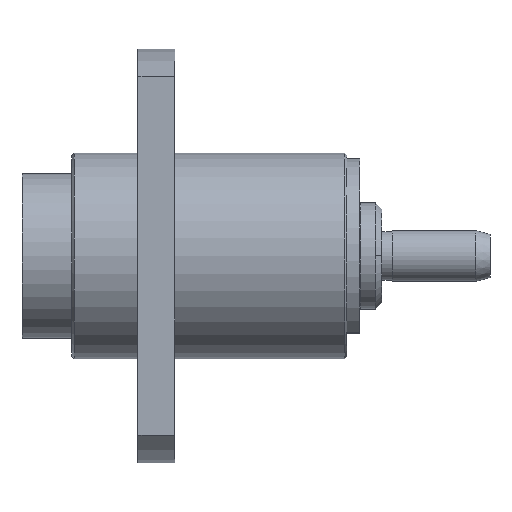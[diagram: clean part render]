
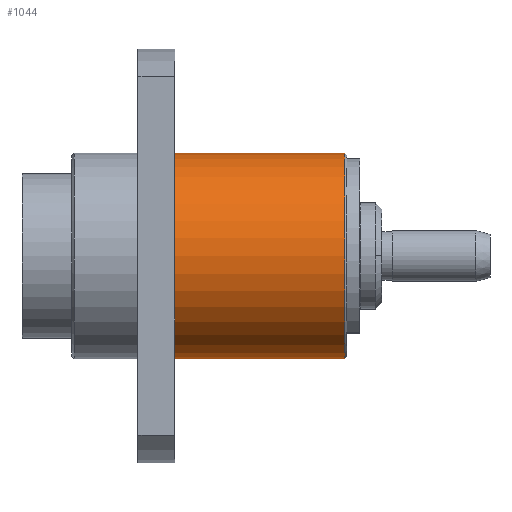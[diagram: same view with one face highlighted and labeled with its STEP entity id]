
A CAD part, top view. The second image highlights one B-rep face of the part: STEP entity #1044.
In plain terms, the highlighted cylindrical face has radius 4.75 mm (diameter 9.5 mm), a partial arc.
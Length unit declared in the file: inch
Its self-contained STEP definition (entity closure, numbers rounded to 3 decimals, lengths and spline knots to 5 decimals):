
#139 = ORIENTED_EDGE ( 'NONE', *, *, #12135, .T. ) ;
#456 = DIRECTION ( 'NONE',  ( -1., 0., 0. ) ) ;
#689 = CARTESIAN_POINT ( 'NONE',  ( 0.27756, -0.18701, 0. ) ) ;
#1044 = ADVANCED_FACE ( 'NONE', ( #1311 ), #2368, .T. ) ;
#1053 = DIRECTION ( 'NONE',  ( 0., 0., 1. ) ) ;
#1268 = VECTOR ( 'NONE', #10057, 39.37008 ) ;
#1311 = FACE_OUTER_BOUND ( 'NONE', #10067, .T. ) ;
#1831 = EDGE_CURVE ( 'NONE', #13528, #9845, #9536, .T. ) ;
#2255 = DIRECTION ( 'NONE',  ( 1., 0., 0. ) ) ;
#2368 = CYLINDRICAL_SURFACE ( 'NONE', #6557, 0.18701 ) ;
#4173 = AXIS2_PLACEMENT_3D ( 'NONE', #7283, #2255, #1053 ) ;
#4640 = CARTESIAN_POINT ( 'NONE',  ( 0.58661, -0.18701, 0. ) ) ;
#4820 = VERTEX_POINT ( 'NONE', #13215 ) ;
#4969 = CARTESIAN_POINT ( 'NONE',  ( 0.27756, 0.18701, 0. ) ) ;
#5426 = DIRECTION ( 'NONE',  ( 0., 0., 1. ) ) ;
#5427 = ORIENTED_EDGE ( 'NONE', *, *, #11011, .T. ) ;
#6557 = AXIS2_PLACEMENT_3D ( 'NONE', #13617, #7248, #7331 ) ;
#6686 = DIRECTION ( 'NONE',  ( 0., 0., 1. ) ) ;
#6844 = AXIS2_PLACEMENT_3D ( 'NONE', #13813, #7835, #5426 ) ;
#7248 = DIRECTION ( 'NONE',  ( 1., 0., 0. ) ) ;
#7283 = CARTESIAN_POINT ( 'NONE',  ( 0.27756, 0., 0. ) ) ;
#7331 = DIRECTION ( 'NONE',  ( 0., -1., 0. ) ) ;
#7459 = VECTOR ( 'NONE', #10357, 39.37008 ) ;
#7597 = CIRCLE ( 'NONE', #6844, 0.18701 ) ;
#7696 = EDGE_CURVE ( 'NONE', #14193, #13528, #7597, .T. ) ;
#7835 = DIRECTION ( 'NONE',  ( 1., 0., 0. ) ) ;
#8038 = CARTESIAN_POINT ( 'NONE',  ( -0.04252, 0.18701, 0. ) ) ;
#8182 = AXIS2_PLACEMENT_3D ( 'NONE', #15065, #456, #6686 ) ;
#8436 = ORIENTED_EDGE ( 'NONE', *, *, #8668, .F. ) ;
#8668 = EDGE_CURVE ( 'NONE', #14193, #4820, #15295, .T. ) ;
#8870 = CARTESIAN_POINT ( 'NONE',  ( -0.04252, -0.18701, 0. ) ) ;
#9536 = CIRCLE ( 'NONE', #4173, 0.18701 ) ;
#9845 = VERTEX_POINT ( 'NONE', #689 ) ;
#10057 = DIRECTION ( 'NONE',  ( 1., 0., 0. ) ) ;
#10067 = EDGE_LOOP ( 'NONE', ( #8436, #11463, #12416, #139, #5427 ) ) ;
#10357 = DIRECTION ( 'NONE',  ( 1., 0., 0. ) ) ;
#10891 = VERTEX_POINT ( 'NONE', #4640 ) ;
#11011 = EDGE_CURVE ( 'NONE', #10891, #4820, #13739, .T. ) ;
#11463 = ORIENTED_EDGE ( 'NONE', *, *, #7696, .T. ) ;
#12135 = EDGE_CURVE ( 'NONE', #9845, #10891, #15012, .T. ) ;
#12416 = ORIENTED_EDGE ( 'NONE', *, *, #1831, .T. ) ;
#12768 = CARTESIAN_POINT ( 'NONE',  ( 0.27756, 0., 0.18701 ) ) ;
#13215 = CARTESIAN_POINT ( 'NONE',  ( 0.58661, 0.18701, 0. ) ) ;
#13528 = VERTEX_POINT ( 'NONE', #12768 ) ;
#13617 = CARTESIAN_POINT ( 'NONE',  ( -0.04252, 0., 0. ) ) ;
#13739 = CIRCLE ( 'NONE', #8182, 0.18701 ) ;
#13813 = CARTESIAN_POINT ( 'NONE',  ( 0.27756, 0., 0. ) ) ;
#14193 = VERTEX_POINT ( 'NONE', #4969 ) ;
#15012 = LINE ( 'NONE', #8870, #1268 ) ;
#15065 = CARTESIAN_POINT ( 'NONE',  ( 0.58661, 0., 0. ) ) ;
#15295 = LINE ( 'NONE', #8038, #7459 ) ;
